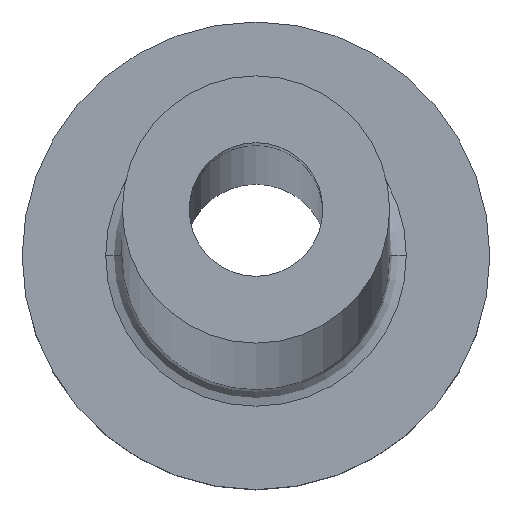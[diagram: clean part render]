
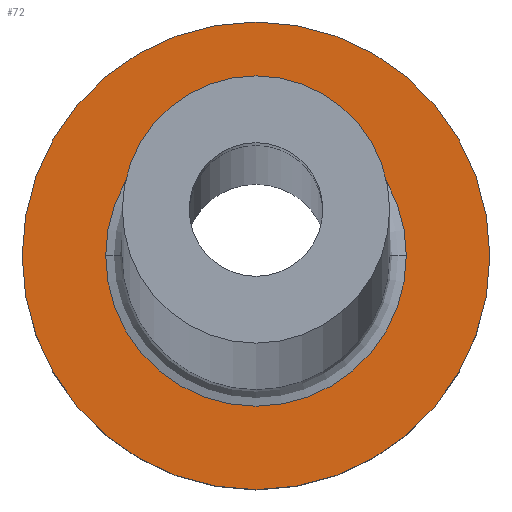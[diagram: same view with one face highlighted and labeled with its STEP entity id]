
A CAD part, top view. The second image highlights one B-rep face of the part: STEP entity #72.
In plain terms, the highlighted planar face has unit normal (0, 0, 1).
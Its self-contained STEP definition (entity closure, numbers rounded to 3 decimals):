
#19 = AXIS2_PLACEMENT_3D ( 'NONE', #371, #267, #414 ) ;
#36 = CIRCLE ( 'NONE', #280, 7. ) ;
#37 = FACE_OUTER_BOUND ( 'NONE', #378, .T. ) ;
#41 = EDGE_CURVE ( 'NONE', #199, #422, #52, .T. ) ;
#45 = CARTESIAN_POINT ( 'NONE',  ( 0., 0., 5. ) ) ;
#46 = CIRCLE ( 'NONE', #338, 4.5 ) ;
#52 = CIRCLE ( 'NONE', #244, 4.5 ) ;
#58 = VERTEX_POINT ( 'NONE', #80 ) ;
#59 = DIRECTION ( 'NONE',  ( 1., 0., 0. ) ) ;
#64 = VERTEX_POINT ( 'NONE', #223 ) ;
#72 = ADVANCED_FACE ( 'NONE', ( #360, #37 ), #218, .T. ) ;
#80 = CARTESIAN_POINT ( 'NONE',  ( 7., 0., 5. ) ) ;
#129 = ORIENTED_EDGE ( 'NONE', *, *, #151, .T. ) ;
#148 = CARTESIAN_POINT ( 'NONE',  ( -4.5, 0., 5. ) ) ;
#151 = EDGE_CURVE ( 'NONE', #422, #199, #46, .T. ) ;
#178 = DIRECTION ( 'NONE',  ( 0., 0., -1. ) ) ;
#185 = CARTESIAN_POINT ( 'NONE',  ( 0., 0., 5. ) ) ;
#199 = VERTEX_POINT ( 'NONE', #148 ) ;
#218 = PLANE ( 'NONE',  #225 ) ;
#223 = CARTESIAN_POINT ( 'NONE',  ( -7., 0., 5. ) ) ;
#225 = AXIS2_PLACEMENT_3D ( 'NONE', #321, #226, #322 ) ;
#226 = DIRECTION ( 'NONE',  ( 0., 0., 1. ) ) ;
#234 = DIRECTION ( 'NONE',  ( 0., 0., 1. ) ) ;
#244 = AXIS2_PLACEMENT_3D ( 'NONE', #185, #178, #437 ) ;
#262 = ORIENTED_EDGE ( 'NONE', *, *, #41, .T. ) ;
#267 = DIRECTION ( 'NONE',  ( 0., 0., 1. ) ) ;
#280 = AXIS2_PLACEMENT_3D ( 'NONE', #411, #234, #59 ) ;
#291 = DIRECTION ( 'NONE',  ( 1., 0., 0. ) ) ;
#314 = CARTESIAN_POINT ( 'NONE',  ( 4.5, 0., 5. ) ) ;
#321 = CARTESIAN_POINT ( 'NONE',  ( 0., 0., 5. ) ) ;
#322 = DIRECTION ( 'NONE',  ( 1., 0., 0. ) ) ;
#338 = AXIS2_PLACEMENT_3D ( 'NONE', #45, #395, #291 ) ;
#342 = ORIENTED_EDGE ( 'NONE', *, *, #380, .T. ) ;
#351 = ORIENTED_EDGE ( 'NONE', *, *, #365, .T. ) ;
#355 = CIRCLE ( 'NONE', #19, 7. ) ;
#360 = FACE_BOUND ( 'NONE', #446, .T. ) ;
#365 = EDGE_CURVE ( 'NONE', #58, #64, #355, .T. ) ;
#371 = CARTESIAN_POINT ( 'NONE',  ( 0., 0., 5. ) ) ;
#378 = EDGE_LOOP ( 'NONE', ( #342, #351 ) ) ;
#380 = EDGE_CURVE ( 'NONE', #64, #58, #36, .T. ) ;
#395 = DIRECTION ( 'NONE',  ( 0., 0., -1. ) ) ;
#411 = CARTESIAN_POINT ( 'NONE',  ( 0., 0., 5. ) ) ;
#414 = DIRECTION ( 'NONE',  ( 1., 0., 0. ) ) ;
#422 = VERTEX_POINT ( 'NONE', #314 ) ;
#437 = DIRECTION ( 'NONE',  ( 1., 0., 0. ) ) ;
#446 = EDGE_LOOP ( 'NONE', ( #129, #262 ) ) ;
